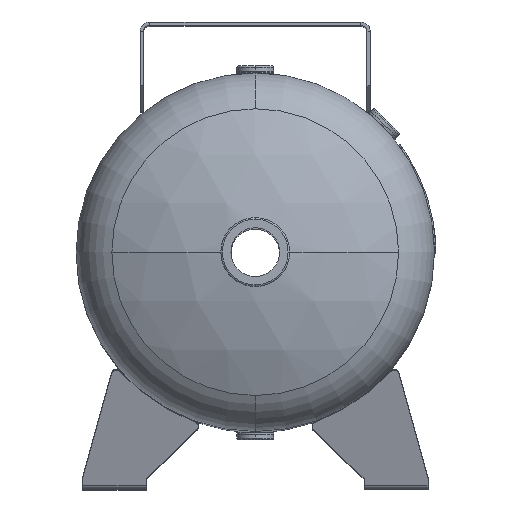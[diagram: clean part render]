
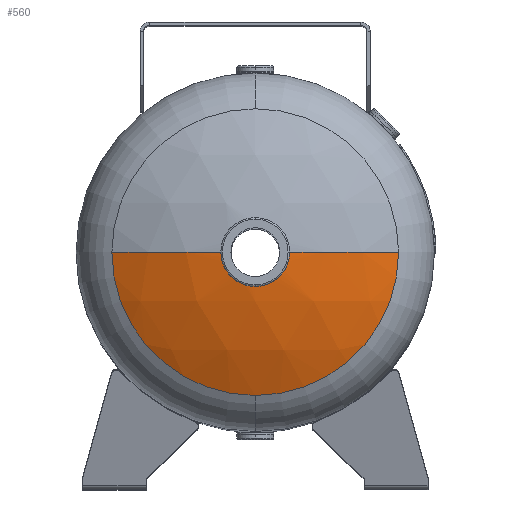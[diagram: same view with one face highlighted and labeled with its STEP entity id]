
A CAD part, top view. The second image highlights one B-rep face of the part: STEP entity #560.
In plain terms, the highlighted spherical face has radius 320.04 mm.
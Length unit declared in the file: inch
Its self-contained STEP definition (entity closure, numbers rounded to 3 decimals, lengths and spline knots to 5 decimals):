
#560 = ADVANCED_FACE ( 'NONE', ( #2784 ), #1708, .T. ) ;
#887 = DIRECTION ( 'NONE',  ( 1., 0., 0. ) ) ;
#1596 = VERTEX_POINT ( 'NONE', #11924 ) ;
#1656 = DIRECTION ( 'NONE',  ( 0., -1., 0. ) ) ;
#1708 = SPHERICAL_SURFACE ( 'NONE', #5772, 12.6 ) ;
#1893 = CIRCLE ( 'NONE', #7363, 5.6 ) ;
#1961 = DIRECTION ( 'NONE',  ( 0., 0., -1. ) ) ;
#2198 = CARTESIAN_POINT ( 'NONE',  ( 1.1875, 4.95257, 0. ) ) ;
#2470 = AXIS2_PLACEMENT_3D ( 'NONE', #7615, #1961, #11688 ) ;
#2762 = DIRECTION ( 'NONE',  ( 0., 0., -1. ) ) ;
#2784 = FACE_OUTER_BOUND ( 'NONE', #6273, .T. ) ;
#2846 = VERTEX_POINT ( 'NONE', #6436 ) ;
#3179 = CARTESIAN_POINT ( 'NONE',  ( 0., 3.69581, 0. ) ) ;
#3427 = ORIENTED_EDGE ( 'NONE', *, *, #3588, .F. ) ;
#3540 = ORIENTED_EDGE ( 'NONE', *, *, #5538, .F. ) ;
#3588 = EDGE_CURVE ( 'NONE', #6915, #9999, #9991, .T. ) ;
#4015 = DIRECTION ( 'NONE',  ( 0., -1., 0. ) ) ;
#4408 = AXIS2_PLACEMENT_3D ( 'NONE', #6500, #1656, #8470 ) ;
#4665 = CARTESIAN_POINT ( 'NONE',  ( 0., -7.59135, 0. ) ) ;
#4698 = CIRCLE ( 'NONE', #5307, 12.6 ) ;
#5055 = EDGE_CURVE ( 'NONE', #7444, #2846, #1893, .T. ) ;
#5307 = AXIS2_PLACEMENT_3D ( 'NONE', #4665, #5690, #6651 ) ;
#5538 = EDGE_CURVE ( 'NONE', #9999, #1596, #9791, .T. ) ;
#5690 = DIRECTION ( 'NONE',  ( 0., 0., 1. ) ) ;
#5772 = AXIS2_PLACEMENT_3D ( 'NONE', #6673, #9592, #887 ) ;
#6013 = EDGE_CURVE ( 'NONE', #6915, #2846, #4698, .T. ) ;
#6273 = EDGE_LOOP ( 'NONE', ( #3427, #7482, #8102, #11901, #3540 ) ) ;
#6408 = CARTESIAN_POINT ( 'NONE',  ( 0., 3.69581, 5.6 ) ) ;
#6436 = CARTESIAN_POINT ( 'NONE',  ( -5.6, 3.69581, 0. ) ) ;
#6500 = CARTESIAN_POINT ( 'NONE',  ( 0., 3.69581, 0. ) ) ;
#6651 = DIRECTION ( 'NONE',  ( 1., 0., 0. ) ) ;
#6673 = CARTESIAN_POINT ( 'NONE',  ( 0., -7.59135, 0. ) ) ;
#6915 = VERTEX_POINT ( 'NONE', #9471 ) ;
#7363 = AXIS2_PLACEMENT_3D ( 'NONE', #3179, #4015, #8732 ) ;
#7444 = VERTEX_POINT ( 'NONE', #6408 ) ;
#7482 = ORIENTED_EDGE ( 'NONE', *, *, #6013, .T. ) ;
#7615 = CARTESIAN_POINT ( 'NONE',  ( 0., -7.59135, 0. ) ) ;
#8102 = ORIENTED_EDGE ( 'NONE', *, *, #5055, .F. ) ;
#8153 = AXIS2_PLACEMENT_3D ( 'NONE', #10149, #10528, #2762 ) ;
#8470 = DIRECTION ( 'NONE',  ( 0., 0., -1. ) ) ;
#8732 = DIRECTION ( 'NONE',  ( 0., 0., -1. ) ) ;
#9471 = CARTESIAN_POINT ( 'NONE',  ( -1.1875, 4.95257, 0. ) ) ;
#9592 = DIRECTION ( 'NONE',  ( 0., 0., 1. ) ) ;
#9791 = CIRCLE ( 'NONE', #2470, 12.6 ) ;
#9991 = CIRCLE ( 'NONE', #8153, 1.1875 ) ;
#9999 = VERTEX_POINT ( 'NONE', #2198 ) ;
#10149 = CARTESIAN_POINT ( 'NONE',  ( 0., 4.95257, 0. ) ) ;
#10528 = DIRECTION ( 'NONE',  ( 0., 1., 0. ) ) ;
#10587 = EDGE_CURVE ( 'NONE', #1596, #7444, #12536, .T. ) ;
#11688 = DIRECTION ( 'NONE',  ( -1., 0., 0. ) ) ;
#11901 = ORIENTED_EDGE ( 'NONE', *, *, #10587, .F. ) ;
#11924 = CARTESIAN_POINT ( 'NONE',  ( 5.6, 3.69581, 0. ) ) ;
#12536 = CIRCLE ( 'NONE', #4408, 5.6 ) ;
